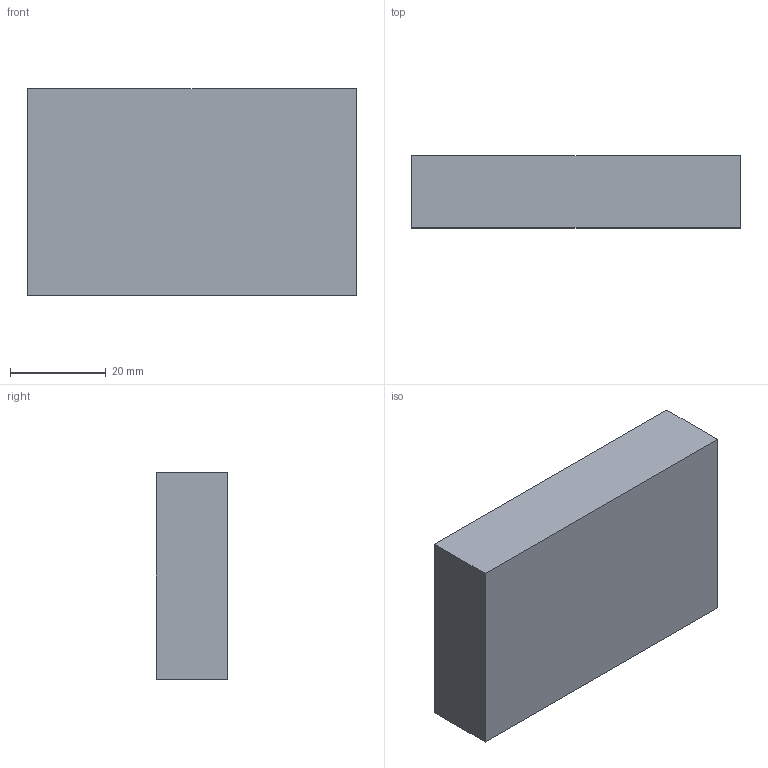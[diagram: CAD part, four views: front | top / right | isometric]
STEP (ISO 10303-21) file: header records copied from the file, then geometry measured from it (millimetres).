
FILE_DESCRIPTION(/* description */ (''),/* implementation_level */ '2;1');
FILE_NAME(/* name */ 'uDB-C4-implementation-example.step',/* time_stamp */ '2023-01-17T12:49:46+09:00',/* author */ (''),/* organization */ (''),/* preprocessor_version */ 'ST-DEVELOPER v19.2',/* originating_system */ 'Autodesk Translation Framework v11.17.0.187',/* authorisation */ '');
FILE_SCHEMA (('AUTOMOTIVE_DESIGN { 1 0 10303 214 3 1 1 }'));
Length unit declared in the file: millimetre
Products named in the file (18): example-impl-C4; UDB-C4; Fuse_1206_3216Metric; SOLID; 781710004; SOLID (5); HRO  TYPE-C-31-M-12; SOLID (4); D_SOD-123; SOLID (3); L_1206_3216Metric; SOLID (2); _autosave-UDB PCB; R_0402_1005Metric; SOLID (1); uson; USON-10_2.5x1.0mm_P0.5mm; SOLID (3)_1
Assembly tree (18 placements, depth 5):
  example-impl-C4
    UDB-C4
      Fuse_1206_3216Metric
        SOLID
      R_0402_1005Metric  x2
        SOLID (1)
      781710004
        SOLID (5)
      HRO  TYPE-C-31-M-12
        SOLID (4)
      D_SOD-123
        SOLID (3)
      L_1206_3216Metric
        SOLID (2)
      _autosave-UDB PCB
      uson
        USON-10_2.5x1.0mm_P0.5mm
          SOLID (3)_1
Bounding box: 68.5 x 15 x 43 mm (x, y, z)
Volume: 39854.3 mm3; surface area: 11812.6 mm2
Topology: 10 solids, 10 shells, 721 faces, 1972 edges, 1286 vertices
Faces by surface type: plane 568, cylinder 143, cone 10
Full cylindrical faces by diameter (mm): 0.2 x1, 0.3 x10, 0.5 x2, 0.65 x2, 1.6 x4, 2.2 x4
Entity records: 22589 total; most frequent: CARTESIAN_POINT 3878, ORIENTED_EDGE 3808, DIRECTION 3662, EDGE_CURVE 1904, LINE 1610, VECTOR 1610, VERTEX_POINT 1242, AXIS2_PLACEMENT_3D 1026
